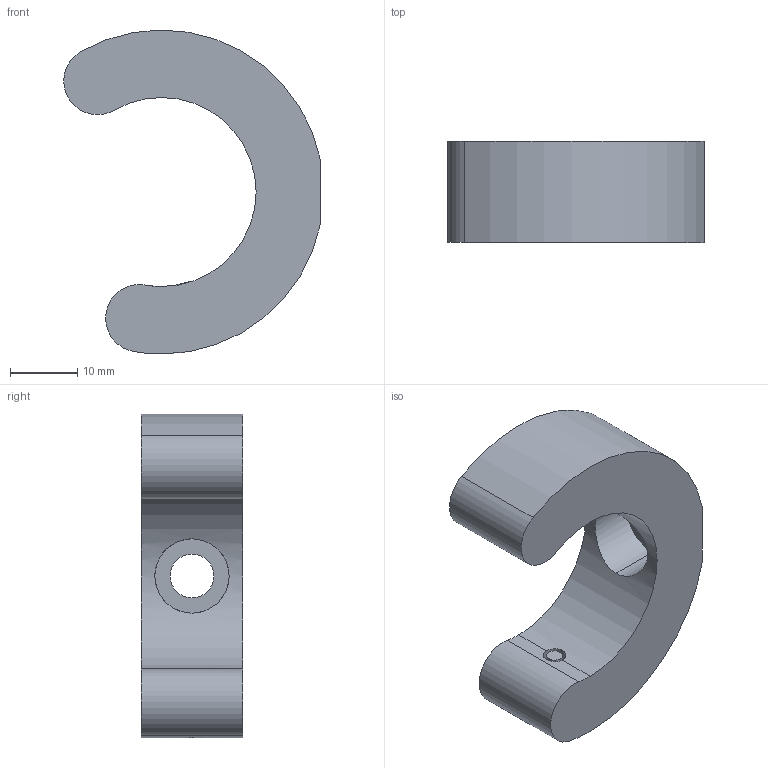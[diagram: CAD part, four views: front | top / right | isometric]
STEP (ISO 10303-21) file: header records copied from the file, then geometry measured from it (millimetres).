
FILE_DESCRIPTION (( 'STEP AP203' ), '1' );
FILE_NAME ('PPCC25.step', '2019-05-09T09:10:02', ( '' ), ( '' ), 'SwSTEP 2.0', 'SolidWorks 2016', '' );
FILE_SCHEMA (( 'CONFIG_CONTROL_DESIGN' ));
Length unit declared in the file: millimetre
Products named in the file (1): PPCC25
Bounding box: 38 x 15 x 48 mm (x, y, z)
Surface area: 4615.6 mm2 (no closed solid volume)
Topology: 0 solids, 3 shells, 69 faces, 397 edges, 324 vertices
Faces by surface type: plane 50, cylinder 17, cone 2
Entity records: 4046 total; most frequent: CARTESIAN_POINT 981, DIRECTION 559, ORIENTED_EDGE 546, EDGE_CURVE 397, VECTOR 355, LINE 355, VERTEX_POINT 324, AXIS2_PLACEMENT_3D 102
